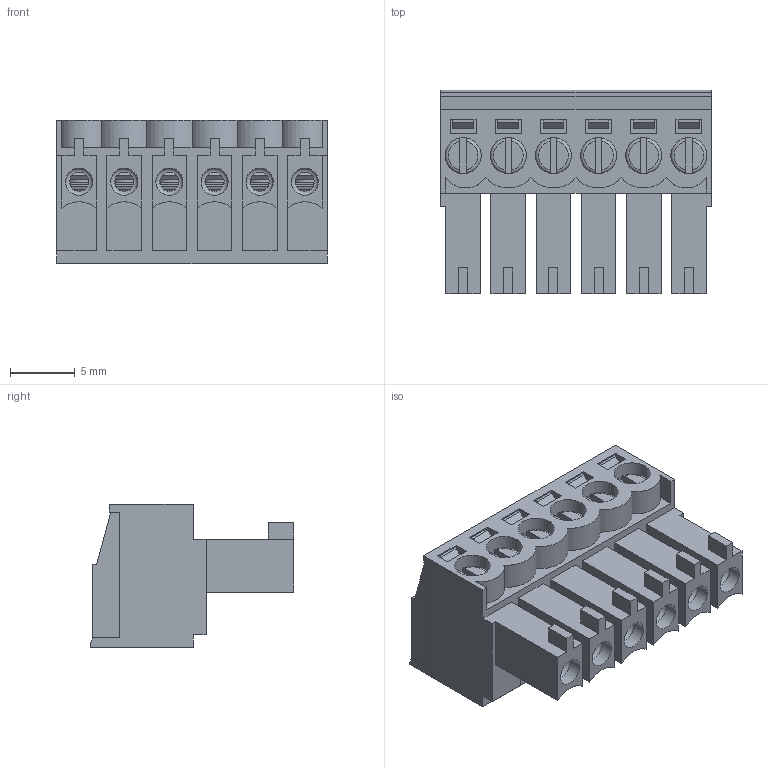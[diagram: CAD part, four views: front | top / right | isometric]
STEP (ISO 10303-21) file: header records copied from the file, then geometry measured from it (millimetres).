
FILE_DESCRIPTION( ( 'Unknown' ), '1' );
FILE_NAME( '691361100006.stp', 'Unknown', ( 'Unknown' ), ( 'Unknown' ), 'PSStep 14.0', 'Unknown', ' ' );
FILE_SCHEMA( ( 'AUTOMOTIVE_DESIGN { 1 0 10303 214 1 1 1 1 }' ) );
Length unit declared in the file: millimetre
Products named in the file (6): Assem1; 6913611000xx_CAGE; 6913611000xx_VIS; 6913611000xx_PIN; 691364100006_M; 691364100006
Assembly tree (20 placements, depth 2):
  Assem1
    6913611000xx_CAGE  x6
    6913611000xx_VIS  x6
    6913611000xx_PIN  x6
    691364100006_M
    691364100006
Bounding box: 21 x 15.8 x 11.1 mm (x, y, z)
Volume: 1547.3 mm3; surface area: 5258.5 mm2
Topology: 20 solids, 20 shells, 886 faces, 2388 edges, 1570 vertices
Faces by surface type: plane 694, cylinder 162, torus 24, cone 6
Full cylindrical faces by diameter (mm): 1.5 x6, 1.9 x18, 2.1 x6, 2.8 x12
Entity records: 19978 total; most frequent: CARTESIAN_POINT 2790, ORIENTED_EDGE 2676, DIRECTION 2522, EDGE_CURVE 1338, LINE 1210, VECTOR 1210, VERTEX_POINT 900, AXIS2_PLACEMENT_3D 656
